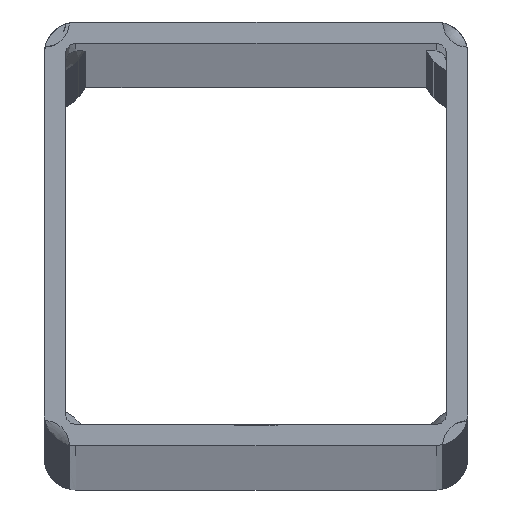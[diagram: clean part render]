
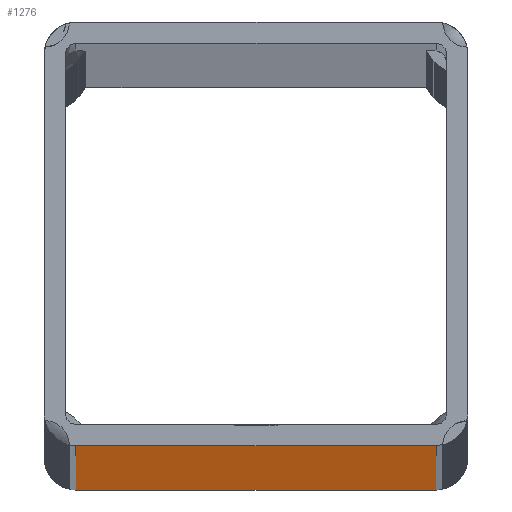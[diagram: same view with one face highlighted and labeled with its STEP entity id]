
A CAD part, top view. The second image highlights one B-rep face of the part: STEP entity #1276.
In plain terms, the highlighted planar face has unit normal (0, -1, 0).
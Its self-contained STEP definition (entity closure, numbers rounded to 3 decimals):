
#1276 = ADVANCED_FACE ( 'NONE', ( #84217 ), #87024, .T. ) ;
#2470 = VERTEX_POINT ( 'NONE', #107513 ) ;
#3148 = VECTOR ( 'NONE', #123523, 1000. ) ;
#8015 = CARTESIAN_POINT ( 'NONE',  ( -25., -25., -3000. ) ) ;
#9784 = ORIENTED_EDGE ( 'NONE', *, *, #36838, .F. ) ;
#13355 = CARTESIAN_POINT ( 'NONE',  ( -21.25, -25., -3000. ) ) ;
#28168 = VECTOR ( 'NONE', #99235, 1000. ) ;
#28292 = CARTESIAN_POINT ( 'NONE',  ( -25., -25., -3000. ) ) ;
#35412 = LINE ( 'NONE', #122295, #112089 ) ;
#35827 = EDGE_CURVE ( 'NONE', #94614, #2470, #35412, .T. ) ;
#36838 = EDGE_CURVE ( 'NONE', #71278, #2470, #70583, .T. ) ;
#44710 = DIRECTION ( 'NONE',  ( 0., 0., 1. ) ) ;
#52558 = EDGE_CURVE ( 'NONE', #84902, #94614, #101849, .T. ) ;
#54770 = DIRECTION ( 'NONE',  ( 0., 0., -1. ) ) ;
#55685 = EDGE_CURVE ( 'NONE', #71278, #84902, #58420, .T. ) ;
#58228 = EDGE_LOOP ( 'NONE', ( #9784, #112876, #102276, #103758 ) ) ;
#58420 = LINE ( 'NONE', #111890, #72179 ) ;
#70583 = LINE ( 'NONE', #85434, #3148 ) ;
#71278 = VERTEX_POINT ( 'NONE', #96729 ) ;
#72179 = VECTOR ( 'NONE', #54770, 1000. ) ;
#79252 = DIRECTION ( 'NONE',  ( 0., -1., 0. ) ) ;
#82720 = CARTESIAN_POINT ( 'NONE',  ( 21.25, -25., -3000. ) ) ;
#84217 = FACE_OUTER_BOUND ( 'NONE', #58228, .T. ) ;
#84902 = VERTEX_POINT ( 'NONE', #13355 ) ;
#85434 = CARTESIAN_POINT ( 'NONE',  ( -25., -25., 0. ) ) ;
#87024 = PLANE ( 'NONE',  #102466 ) ;
#94614 = VERTEX_POINT ( 'NONE', #82720 ) ;
#96729 = CARTESIAN_POINT ( 'NONE',  ( -21.25, -25., 0. ) ) ;
#98560 = DIRECTION ( 'NONE',  ( 0., 0., -1. ) ) ;
#99235 = DIRECTION ( 'NONE',  ( 1., 0., 0. ) ) ;
#101849 = LINE ( 'NONE', #8015, #28168 ) ;
#102276 = ORIENTED_EDGE ( 'NONE', *, *, #52558, .T. ) ;
#102466 = AXIS2_PLACEMENT_3D ( 'NONE', #28292, #79252, #98560 ) ;
#103758 = ORIENTED_EDGE ( 'NONE', *, *, #35827, .T. ) ;
#107513 = CARTESIAN_POINT ( 'NONE',  ( 21.25, -25., 0. ) ) ;
#111890 = CARTESIAN_POINT ( 'NONE',  ( -21.25, -25., -3000. ) ) ;
#112089 = VECTOR ( 'NONE', #44710, 1000. ) ;
#112876 = ORIENTED_EDGE ( 'NONE', *, *, #55685, .T. ) ;
#122295 = CARTESIAN_POINT ( 'NONE',  ( 21.25, -25., -3000. ) ) ;
#123523 = DIRECTION ( 'NONE',  ( 1., 0., 0. ) ) ;
